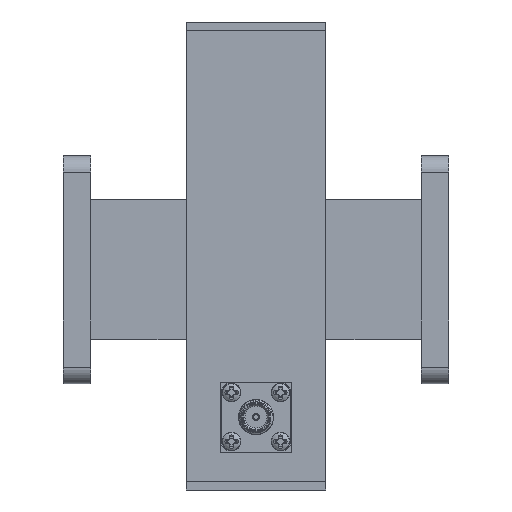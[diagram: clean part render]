
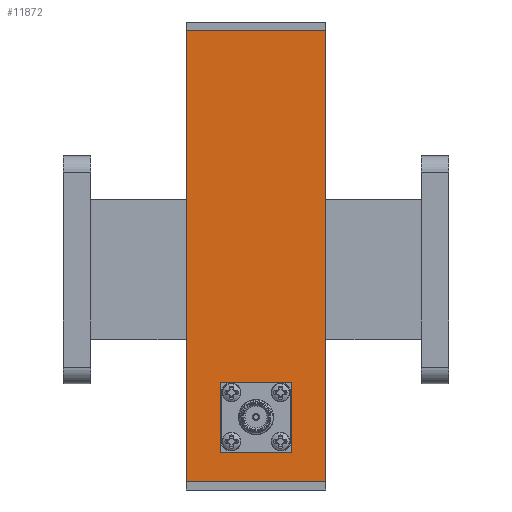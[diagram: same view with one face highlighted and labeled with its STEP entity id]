
A CAD part, front view. The second image highlights one B-rep face of the part: STEP entity #11872.
In plain terms, the highlighted planar face has unit normal (0, -1, 0).
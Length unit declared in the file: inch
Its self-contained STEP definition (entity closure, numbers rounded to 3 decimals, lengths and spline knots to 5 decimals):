
#139 = CARTESIAN_POINT ( 'NONE',  ( 0.5, -0.71543, 1.7126 ) ) ;
#406 = ORIENTED_EDGE ( 'NONE', *, *, #3937, .T. ) ;
#464 = CARTESIAN_POINT ( 'NONE',  ( -0.5, -0.71543, 1.7126 ) ) ;
#505 = VERTEX_POINT ( 'NONE', #4283 ) ;
#946 = ORIENTED_EDGE ( 'NONE', *, *, #14461, .T. ) ;
#996 = VECTOR ( 'NONE', #1597, 39.37008 ) ;
#1134 = CARTESIAN_POINT ( 'NONE',  ( -0.2505, -0.71543, -1.30365 ) ) ;
#1325 = EDGE_CURVE ( 'NONE', #505, #5901, #5552, .T. ) ;
#1444 = CARTESIAN_POINT ( 'NONE',  ( -0.5, -0.71543, 1.77165 ) ) ;
#1545 = CARTESIAN_POINT ( 'NONE',  ( 0.2505, -0.71543, -1.30365 ) ) ;
#1582 = EDGE_LOOP ( 'NONE', ( #8310, #14751, #2637, #11156 ) ) ;
#1597 = DIRECTION ( 'NONE',  ( 0., 0., -1. ) ) ;
#1872 = LINE ( 'NONE', #9041, #8571 ) ;
#1964 = CARTESIAN_POINT ( 'NONE',  ( -0.5, -0.71543, -1.51575 ) ) ;
#2075 = VECTOR ( 'NONE', #10339, 39.37008 ) ;
#2289 = CARTESIAN_POINT ( 'NONE',  ( -0.5, -0.71543, 1.7126 ) ) ;
#2637 = ORIENTED_EDGE ( 'NONE', *, *, #1325, .F. ) ;
#3008 = VERTEX_POINT ( 'NONE', #9264 ) ;
#3122 = EDGE_LOOP ( 'NONE', ( #12801, #946, #406, #5081 ) ) ;
#3257 = VECTOR ( 'NONE', #4497, 39.37008 ) ;
#3435 = VERTEX_POINT ( 'NONE', #8498 ) ;
#3676 = AXIS2_PLACEMENT_3D ( 'NONE', #9084, #13864, #12526 ) ;
#3843 = EDGE_CURVE ( 'NONE', #15404, #505, #8387, .T. ) ;
#3937 = EDGE_CURVE ( 'NONE', #4595, #3008, #5061, .T. ) ;
#3967 = LINE ( 'NONE', #8687, #11966 ) ;
#4283 = CARTESIAN_POINT ( 'NONE',  ( -0.2505, -0.71543, -1.30365 ) ) ;
#4330 = LINE ( 'NONE', #1964, #14851 ) ;
#4353 = CARTESIAN_POINT ( 'NONE',  ( -0.2505, -0.71543, -0.80265 ) ) ;
#4497 = DIRECTION ( 'NONE',  ( -1., 0., 0. ) ) ;
#4595 = VERTEX_POINT ( 'NONE', #464 ) ;
#5061 = LINE ( 'NONE', #1444, #996 ) ;
#5081 = ORIENTED_EDGE ( 'NONE', *, *, #12865, .F. ) ;
#5258 = EDGE_CURVE ( 'NONE', #5901, #3435, #1872, .T. ) ;
#5552 = LINE ( 'NONE', #8942, #2075 ) ;
#5901 = VERTEX_POINT ( 'NONE', #1545 ) ;
#5932 = DIRECTION ( 'NONE',  ( 0., 0., -1. ) ) ;
#6788 = LINE ( 'NONE', #4353, #3257 ) ;
#6973 = CARTESIAN_POINT ( 'NONE',  ( 0.5, -0.71543, -1.51575 ) ) ;
#7295 = VECTOR ( 'NONE', #5932, 39.37008 ) ;
#7961 = EDGE_CURVE ( 'NONE', #10914, #10844, #3967, .T. ) ;
#8071 = CARTESIAN_POINT ( 'NONE',  ( -0.2505, -0.71543, -0.80265 ) ) ;
#8278 = LINE ( 'NONE', #2289, #14557 ) ;
#8310 = ORIENTED_EDGE ( 'NONE', *, *, #14323, .F. ) ;
#8387 = LINE ( 'NONE', #1134, #7295 ) ;
#8498 = CARTESIAN_POINT ( 'NONE',  ( 0.2505, -0.71543, -0.80265 ) ) ;
#8571 = VECTOR ( 'NONE', #13820, 39.37008 ) ;
#8613 = DIRECTION ( 'NONE',  ( 0., 0., -1. ) ) ;
#8687 = CARTESIAN_POINT ( 'NONE',  ( 0.5, -0.71543, 1.77165 ) ) ;
#8942 = CARTESIAN_POINT ( 'NONE',  ( -0.2505, -0.71543, -1.30365 ) ) ;
#9041 = CARTESIAN_POINT ( 'NONE',  ( 0.2505, -0.71543, -1.30365 ) ) ;
#9084 = CARTESIAN_POINT ( 'NONE',  ( -0.5, -0.71543, 1.77165 ) ) ;
#9264 = CARTESIAN_POINT ( 'NONE',  ( -0.5, -0.71543, -1.51575 ) ) ;
#10249 = PLANE ( 'NONE',  #3676 ) ;
#10339 = DIRECTION ( 'NONE',  ( 1., 0., 0. ) ) ;
#10844 = VERTEX_POINT ( 'NONE', #6973 ) ;
#10914 = VERTEX_POINT ( 'NONE', #139 ) ;
#11156 = ORIENTED_EDGE ( 'NONE', *, *, #3843, .F. ) ;
#11618 = DIRECTION ( 'NONE',  ( -1., 0., 0. ) ) ;
#11872 = ADVANCED_FACE ( 'NONE', ( #13627, #12683 ), #10249, .F. ) ;
#11966 = VECTOR ( 'NONE', #8613, 39.37008 ) ;
#12526 = DIRECTION ( 'NONE',  ( 1., 0., 0. ) ) ;
#12683 = FACE_BOUND ( 'NONE', #1582, .T. ) ;
#12801 = ORIENTED_EDGE ( 'NONE', *, *, #7961, .F. ) ;
#12865 = EDGE_CURVE ( 'NONE', #10844, #3008, #4330, .T. ) ;
#13627 = FACE_OUTER_BOUND ( 'NONE', #3122, .T. ) ;
#13820 = DIRECTION ( 'NONE',  ( 0., 0., 1. ) ) ;
#13864 = DIRECTION ( 'NONE',  ( 0., 1., 0. ) ) ;
#14006 = DIRECTION ( 'NONE',  ( -1., 0., 0. ) ) ;
#14323 = EDGE_CURVE ( 'NONE', #3435, #15404, #6788, .T. ) ;
#14461 = EDGE_CURVE ( 'NONE', #10914, #4595, #8278, .T. ) ;
#14557 = VECTOR ( 'NONE', #14006, 39.37008 ) ;
#14751 = ORIENTED_EDGE ( 'NONE', *, *, #5258, .F. ) ;
#14851 = VECTOR ( 'NONE', #11618, 39.37008 ) ;
#15404 = VERTEX_POINT ( 'NONE', #8071 ) ;
